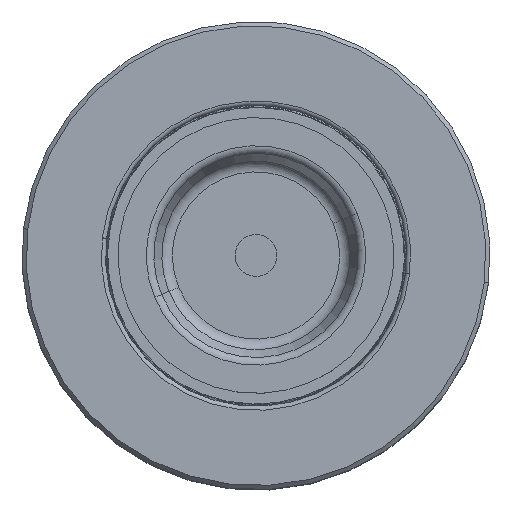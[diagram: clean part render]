
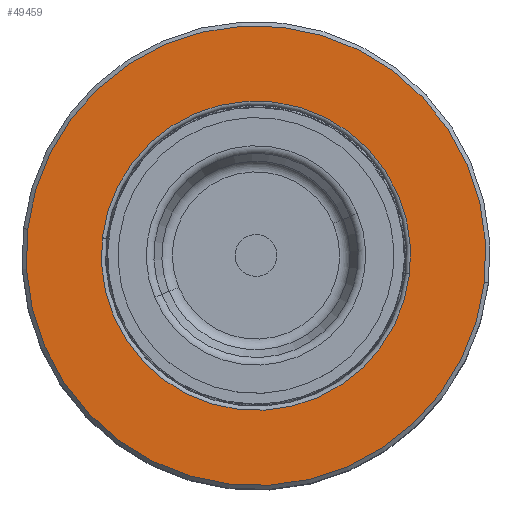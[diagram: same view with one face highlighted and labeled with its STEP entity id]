
A CAD part, top view. The second image highlights one B-rep face of the part: STEP entity #49459.
In plain terms, the highlighted face is planar.
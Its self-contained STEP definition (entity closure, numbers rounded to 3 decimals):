
#1057 = DIRECTION ( 'NONE',  ( 0., -1., 0. ) ) ;
#1202 = EDGE_CURVE ( 'NONE', #7178, #22404, #49814, .T. ) ;
#4013 = DIRECTION ( 'NONE',  ( 0., -1., 0. ) ) ;
#4633 = EDGE_CURVE ( 'NONE', #49258, #29975, #10396, .T. ) ;
#5295 = CIRCLE ( 'NONE', #31995, 27.5 ) ;
#7178 = VERTEX_POINT ( 'NONE', #54974 ) ;
#8868 = CARTESIAN_POINT ( 'NONE',  ( 0., 33.687, 0. ) ) ;
#9639 = DIRECTION ( 'NONE',  ( 0., 0., 1. ) ) ;
#9938 = ORIENTED_EDGE ( 'NONE', *, *, #1202, .F. ) ;
#10396 = CIRCLE ( 'NONE', #48873, 18.5 ) ;
#10441 = EDGE_CURVE ( 'NONE', #29975, #49258, #25155, .T. ) ;
#11809 = CARTESIAN_POINT ( 'NONE',  ( 0., 33.687, 18.5 ) ) ;
#14472 = DIRECTION ( 'NONE',  ( 0., 0., -1. ) ) ;
#15377 = DIRECTION ( 'NONE',  ( 0., 0., -1. ) ) ;
#21098 = EDGE_LOOP ( 'NONE', ( #9938, #41901 ) ) ;
#22404 = VERTEX_POINT ( 'NONE', #46990 ) ;
#24091 = CARTESIAN_POINT ( 'NONE',  ( 0., 33.687, 0. ) ) ;
#24443 = DIRECTION ( 'NONE',  ( 0., 0., -1. ) ) ;
#25155 = CIRCLE ( 'NONE', #44261, 18.5 ) ;
#26887 = PLANE ( 'NONE',  #43657 ) ;
#29975 = VERTEX_POINT ( 'NONE', #33375 ) ;
#31000 = EDGE_LOOP ( 'NONE', ( #37149, #33963 ) ) ;
#31995 = AXIS2_PLACEMENT_3D ( 'NONE', #24091, #45306, #15377 ) ;
#32084 = AXIS2_PLACEMENT_3D ( 'NONE', #32925, #46228, #24443 ) ;
#32925 = CARTESIAN_POINT ( 'NONE',  ( 0., 33.687, 0. ) ) ;
#33375 = CARTESIAN_POINT ( 'NONE',  ( 0., 33.687, -18.5 ) ) ;
#33963 = ORIENTED_EDGE ( 'NONE', *, *, #4633, .T. ) ;
#37149 = ORIENTED_EDGE ( 'NONE', *, *, #10441, .T. ) ;
#39578 = CARTESIAN_POINT ( 'NONE',  ( 27.5, 33.687, 0. ) ) ;
#41360 = FACE_BOUND ( 'NONE', #31000, .T. ) ;
#41901 = ORIENTED_EDGE ( 'NONE', *, *, #50623, .F. ) ;
#43657 = AXIS2_PLACEMENT_3D ( 'NONE', #39578, #53235, #9639 ) ;
#44261 = AXIS2_PLACEMENT_3D ( 'NONE', #52931, #1057, #14472 ) ;
#45306 = DIRECTION ( 'NONE',  ( 0., -1., 0. ) ) ;
#45422 = FACE_OUTER_BOUND ( 'NONE', #21098, .T. ) ;
#46228 = DIRECTION ( 'NONE',  ( 0., -1., 0. ) ) ;
#46990 = CARTESIAN_POINT ( 'NONE',  ( 0., 33.687, 27.5 ) ) ;
#48873 = AXIS2_PLACEMENT_3D ( 'NONE', #8868, #4013, #55891 ) ;
#49258 = VERTEX_POINT ( 'NONE', #11809 ) ;
#49459 = ADVANCED_FACE ( 'NONE', ( #41360, #45422 ), #26887, .T. ) ;
#49814 = CIRCLE ( 'NONE', #32084, 27.5 ) ;
#50623 = EDGE_CURVE ( 'NONE', #22404, #7178, #5295, .T. ) ;
#52931 = CARTESIAN_POINT ( 'NONE',  ( 0., 33.687, 0. ) ) ;
#53235 = DIRECTION ( 'NONE',  ( 0., 1., 0. ) ) ;
#54974 = CARTESIAN_POINT ( 'NONE',  ( 0., 33.687, -27.5 ) ) ;
#55891 = DIRECTION ( 'NONE',  ( 0., 0., -1. ) ) ;
